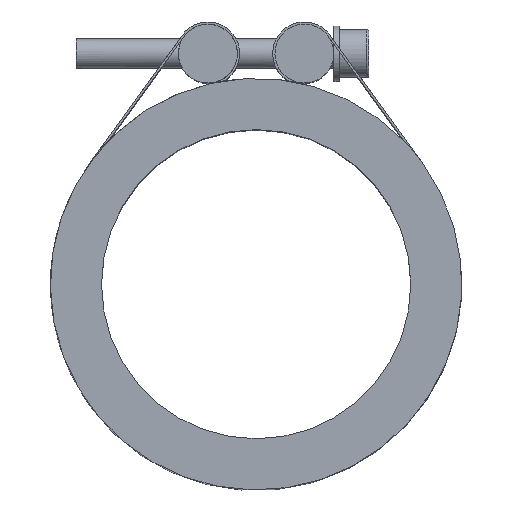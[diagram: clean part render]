
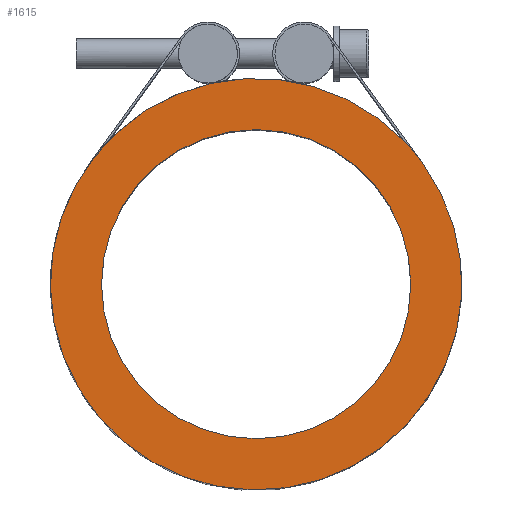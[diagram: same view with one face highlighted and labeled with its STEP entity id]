
A CAD part, top view. The second image highlights one B-rep face of the part: STEP entity #1615.
In plain terms, the highlighted planar face has unit normal (0, 0, 1).
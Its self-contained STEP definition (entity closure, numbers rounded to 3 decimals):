
#325=PLANE('',#1760);
#431=FACE_BOUND('',#600,.T.);
#432=FACE_BOUND('',#601,.T.);
#600=EDGE_LOOP('',(#1320));
#601=EDGE_LOOP('',(#1321));
#693=CIRCLE('',#1755,55.9);
#695=CIRCLE('',#1758,42.);
#833=VERTEX_POINT('',#2857);
#835=VERTEX_POINT('',#2862);
#1009=EDGE_CURVE('',#833,#833,#693,.T.);
#1011=EDGE_CURVE('',#835,#835,#695,.T.);
#1320=ORIENTED_EDGE('',*,*,#1011,.T.);
#1321=ORIENTED_EDGE('',*,*,#1009,.F.);
#1615=ADVANCED_FACE('',(#431,#432),#325,.T.);
#1755=AXIS2_PLACEMENT_3D('',#2858,#2091,#2092);
#1758=AXIS2_PLACEMENT_3D('',#2863,#2097,#2098);
#1760=AXIS2_PLACEMENT_3D('',#2865,#2101,#2102);
#2091=DIRECTION('center_axis',(0.,0.,-1.));
#2092=DIRECTION('ref_axis',(1.,0.,0.));
#2097=DIRECTION('center_axis',(0.,0.,-1.));
#2098=DIRECTION('ref_axis',(-1.,0.,0.));
#2101=DIRECTION('center_axis',(0.,0.,1.));
#2102=DIRECTION('ref_axis',(1.,0.,0.));
#2857=CARTESIAN_POINT('',(40.046,39.001,47.));
#2858=CARTESIAN_POINT('Origin',(0.,0.,47.));
#2862=CARTESIAN_POINT('',(42.,0.,47.));
#2863=CARTESIAN_POINT('Origin',(0.,0.,47.));
#2865=CARTESIAN_POINT('Origin',(0.,3.574,
47.));
